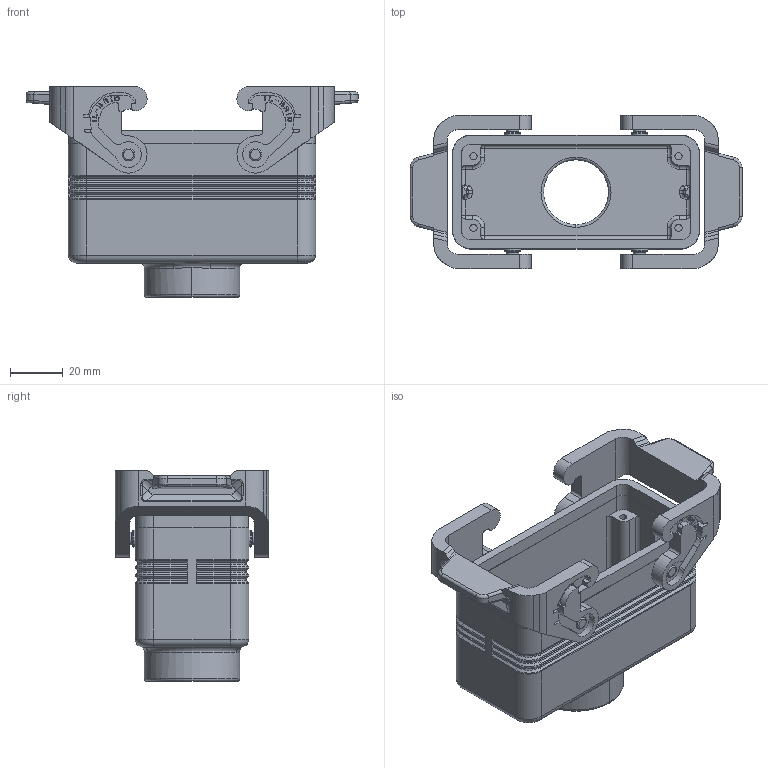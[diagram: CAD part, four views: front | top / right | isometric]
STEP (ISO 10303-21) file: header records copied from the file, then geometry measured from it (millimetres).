
FILE_DESCRIPTION(('Creo Elements/Direct Modeling STEP Export'),'2;1');
FILE_NAME('0ln7uvk5h781l465420','2022-02-14T16:06:41',(''),(''),'Creo Elements/Direct Modeling STEP processor for AP214 (Solid Model)','Creo Elements/Direct Modeling 20.1B 02-Apr-2019 (C) Parametric Technology GmbH','');
FILE_SCHEMA(('AUTOMOTIVE_DESIGN { 1 0 10303 214 1 1 1 1 }'));
Products named in the file (2): MLV_16_G32
Assembly tree (1 placements, depth 2):
  MLV_16_G32
    MLV_16_G32
Bounding box: 125.5 x 58 x 79.7 mm (x, y, z)
Volume: 83853.5 mm3; surface area: 49616.1 mm2
Topology: 1 solids, 1 shells, 1410 faces, 3784 edges, 2430 vertices
Faces by surface type: plane 919, cylinder 349, torus 66, cone 34, bspline 30, sphere 12
Entity records: 59186 total; most frequent: CARTESIAN_POINT 13037, ORIENTED_EDGE 7544, DIRECTION 6888, EDGE_CURVE 3772, VECTOR 2838, LINE 2838, VERTEX_POINT 2430, AXIS2_PLACEMENT_3D 2025
